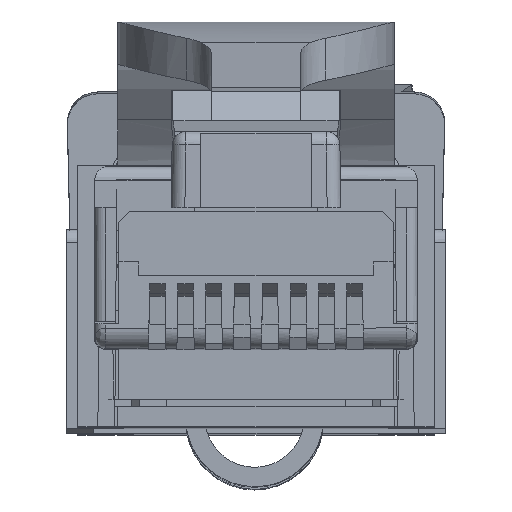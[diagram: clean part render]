
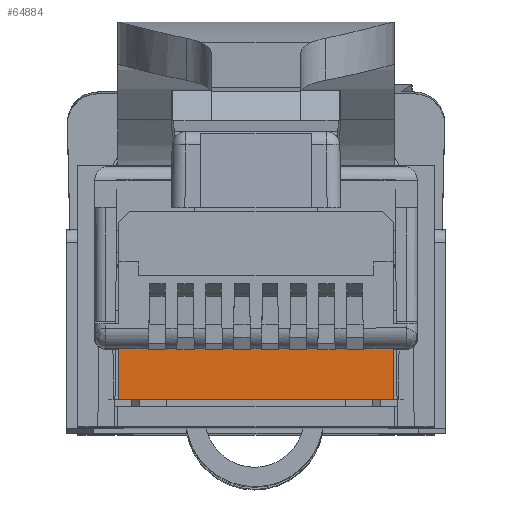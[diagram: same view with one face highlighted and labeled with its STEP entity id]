
A CAD part, top view. The second image highlights one B-rep face of the part: STEP entity #64884.
In plain terms, the highlighted planar face has unit normal (0, 0, 1).
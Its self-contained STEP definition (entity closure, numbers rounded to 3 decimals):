
#8110=AXIS2_PLACEMENT_3D('Plane Axis2P3D',#8107,#8108,#8109) ;
#4621=CARTESIAN_POINT('Vertex',(11.815,3.075,184.204)) ;
#4624=CARTESIAN_POINT('Line Origine',(6.85,3.075,184.204)) ;
#4628=CARTESIAN_POINT('Vertex',(1.885,3.075,184.204)) ;
#5365=CARTESIAN_POINT('Vertex',(11.815,4.875,184.204)) ;
#5368=CARTESIAN_POINT('Line Origine',(11.815,3.975,184.204)) ;
#8107=CARTESIAN_POINT('Axis2P3D Location',(1.85,2.075,184.204)) ;
#64147=CARTESIAN_POINT('Line Origine',(6.85,4.875,184.204)) ;
#64151=CARTESIAN_POINT('Vertex',(1.885,4.875,184.204)) ;
#64861=CARTESIAN_POINT('Line Origine',(1.885,3.975,184.204)) ;
#4625=DIRECTION('Vector Direction',(-1.,0.,0.)) ;
#5369=DIRECTION('Vector Direction',(0.,-1.,0.)) ;
#8108=DIRECTION('Axis2P3D Direction',(0.,0.,1.)) ;
#8109=DIRECTION('Axis2P3D XDirection',(1.,0.,0.)) ;
#64148=DIRECTION('Vector Direction',(-1.,0.,0.)) ;
#64862=DIRECTION('Vector Direction',(0.,-1.,0.)) ;
#4626=VECTOR('Line Direction',#4625,1.) ;
#5370=VECTOR('Line Direction',#5369,1.) ;
#64149=VECTOR('Line Direction',#64148,1.) ;
#64863=VECTOR('Line Direction',#64862,1.) ;
#64879=ORIENTED_EDGE('',*,*,#64865,.T.) ;
#64880=ORIENTED_EDGE('',*,*,#4630,.F.) ;
#64881=ORIENTED_EDGE('',*,*,#5372,.F.) ;
#64882=ORIENTED_EDGE('',*,*,#64153,.T.) ;
#64884=ADVANCED_FACE('Hauptk\X2\00F6\X0\rper',(#64883),#8111,.T.) ;
#4630=EDGE_CURVE('',#4622,#4629,#4627,.T.) ;
#5372=EDGE_CURVE('',#5366,#4622,#5371,.T.) ;
#64153=EDGE_CURVE('',#5366,#64152,#64150,.T.) ;
#64865=EDGE_CURVE('',#64152,#4629,#64864,.T.) ;
#64878=EDGE_LOOP('',(#64879,#64880,#64881,#64882)) ;
#64883=FACE_OUTER_BOUND('',#64878,.T.) ;
#4627=LINE('Line',#4624,#4626) ;
#5371=LINE('Line',#5368,#5370) ;
#64150=LINE('Line',#64147,#64149) ;
#64864=LINE('Line',#64861,#64863) ;
#8111=PLANE('',#8110) ;
#4622=VERTEX_POINT('',#4621) ;
#4629=VERTEX_POINT('',#4628) ;
#5366=VERTEX_POINT('',#5365) ;
#64152=VERTEX_POINT('',#64151) ;
